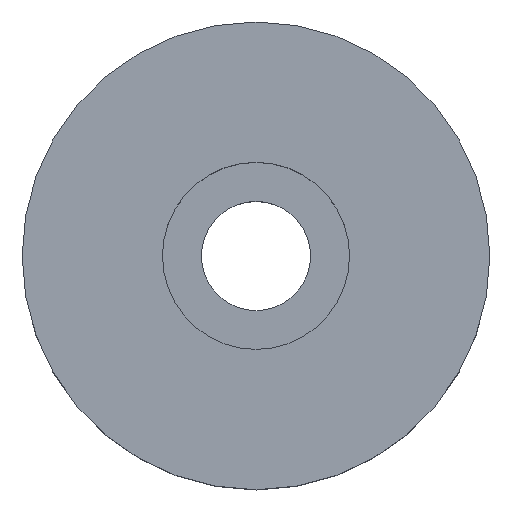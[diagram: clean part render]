
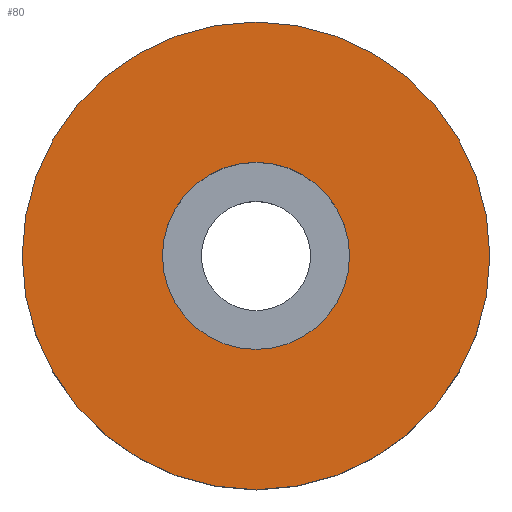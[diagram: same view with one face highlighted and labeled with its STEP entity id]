
A CAD part, top view. The second image highlights one B-rep face of the part: STEP entity #80.
In plain terms, the highlighted planar face has unit normal (0, 0, 1).
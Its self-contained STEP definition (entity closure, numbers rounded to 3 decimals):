
#80=ADVANCED_FACE('',(#97,#98),#99,.T.);
#97=FACE_BOUND('',#115,.T.);
#98=FACE_OUTER_BOUND('',#116,.T.);
#99=PLANE('',#117);
#115=EDGE_LOOP('',(#143));
#116=EDGE_LOOP('',(#144));
#117=AXIS2_PLACEMENT_3D('',#145,#146,#147);
#143=ORIENTED_EDGE('',*,*,#150,.T.);
#144=ORIENTED_EDGE('',*,*,#153,.T.);
#145=CARTESIAN_POINT('',(0.0,0.0,10.0));
#146=DIRECTION('',(0.0,0.0,1.0));
#147=DIRECTION('',(1.0,0.0,0.0));
#150=EDGE_CURVE('',#158,#158,#159,.T.);
#153=EDGE_CURVE('',#164,#164,#165,.T.);
#158=VERTEX_POINT('',#170);
#159=CIRCLE('',#171,6.0);
#164=VERTEX_POINT('',#176);
#165=CIRCLE('',#177,15.0);
#170=CARTESIAN_POINT('',(6.0,0.0,10.0));
#171=AXIS2_PLACEMENT_3D('',#184,#185,#186);
#176=CARTESIAN_POINT('',(15.0,0.0,10.0));
#177=AXIS2_PLACEMENT_3D('',#193,#194,#195);
#184=CARTESIAN_POINT('',(0.0,0.0,10.0));
#185=DIRECTION('',(0.0,0.0,-1.0));
#186=DIRECTION('',(1.0,0.0,0.0));
#193=CARTESIAN_POINT('',(0.0,0.0,10.0));
#194=DIRECTION('',(0.0,0.0,1.0));
#195=DIRECTION('',(1.0,0.0,0.0));
